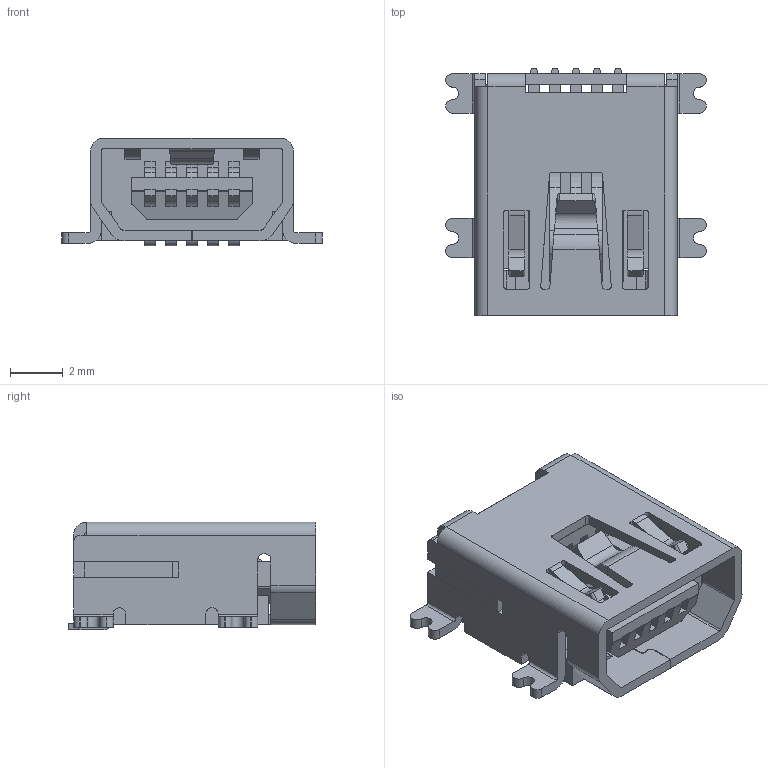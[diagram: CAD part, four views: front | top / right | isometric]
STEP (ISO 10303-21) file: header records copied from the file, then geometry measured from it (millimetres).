
FILE_DESCRIPTION( ( 'Unknown' ), '1' );
FILE_NAME( '651305142821.stp', 'Unknown', ( 'Unknown' ), ( 'Unknown' ), 'PSStep 17.0.49', 'Unknown', ' ' );
FILE_SCHEMA( ( 'AUTOMOTIVE_DESIGN { 1 0 10303 214 1 1 1 1 }' ) );
Length unit declared in the file: millimetre
Products named in the file (8): Assem1; Shielding; Insulator; Pins
Assembly tree (7 placements, depth 2):
  Assem1
    Shielding
    Insulator
    Pins
    Pins
    Pins
    Pins
    Pins
Bounding box: 9.9 x 9.4 x 4.1 mm (x, y, z)
Volume: 150.3 mm3; surface area: 753.2 mm2
Topology: 7 solids, 7 shells, 483 faces, 1407 edges, 920 vertices
Faces by surface type: plane 308, cylinder 169, bspline 4, sphere 2
Entity records: 19987 total; most frequent: CARTESIAN_POINT 2908, ORIENTED_EDGE 2810, DIRECTION 2701, EDGE_CURVE 1405, LINE 1067, VECTOR 1067, VERTEX_POINT 920, AXIS2_PLACEMENT_3D 817
